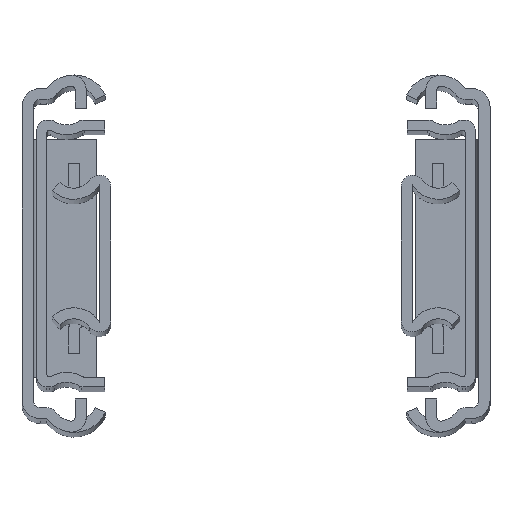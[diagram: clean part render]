
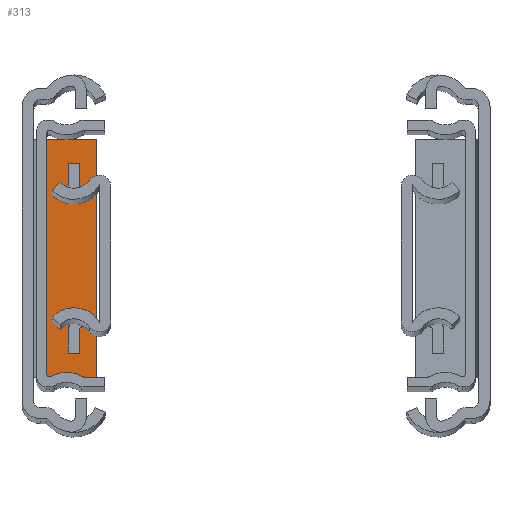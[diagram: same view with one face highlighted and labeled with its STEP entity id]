
A CAD part, top view. The second image highlights one B-rep face of the part: STEP entity #313.
In plain terms, the highlighted face is planar.
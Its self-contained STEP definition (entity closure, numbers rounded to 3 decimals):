
#313 = ADVANCED_FACE( '', ( #723 ), #724, .F. );
#723 = FACE_OUTER_BOUND( '', #1304, .T. );
#724 = PLANE( '', #1305 );
#1304 = EDGE_LOOP( '', ( #1969, #1970, #1971, #1972 ) );
#1305 = AXIS2_PLACEMENT_3D( '', #1973, #1974, #1975 );
#1969 = ORIENTED_EDGE( '', *, *, #3511, .T. );
#1970 = ORIENTED_EDGE( '', *, *, #3512, .F. );
#1971 = ORIENTED_EDGE( '', *, *, #3513, .F. );
#1972 = ORIENTED_EDGE( '', *, *, #3432, .T. );
#1973 = CARTESIAN_POINT( '', ( 4.72, 594.94, 25.4 ) );
#1974 = DIRECTION( '', ( 0., 1., 0. ) );
#1975 = DIRECTION( '', ( -1., 0., 0. ) );
#3432 = EDGE_CURVE( '', #4069, #4066, #4070, .T. );
#3511 = EDGE_CURVE( '', #4066, #4208, #4209, .T. );
#3512 = EDGE_CURVE( '', #4210, #4208, #4211, .T. );
#3513 = EDGE_CURVE( '', #4069, #4210, #4212, .T. );
#4066 = VERTEX_POINT( '', #5002 );
#4069 = VERTEX_POINT( '', #5005 );
#4070 = LINE( '', #5006, #5007 );
#4208 = VERTEX_POINT( '', #5209 );
#4209 = LINE( '', #5210, #5211 );
#4210 = VERTEX_POINT( '', #5212 );
#4211 = LINE( '', #5213, #5214 );
#4212 = LINE( '', #5215, #5216 );
#5002 = CARTESIAN_POINT( '', ( 4.72, 594.94, -25.4 ) );
#5005 = CARTESIAN_POINT( '', ( 4.72, 594.94, 25.4 ) );
#5006 = CARTESIAN_POINT( '', ( 4.72, 594.94, 25.4 ) );
#5007 = VECTOR( '', #6226, 1000. );
#5209 = CARTESIAN_POINT( '', ( 15.837, 594.94, -25.4 ) );
#5210 = CARTESIAN_POINT( '', ( 4.72, 594.94, -25.4 ) );
#5211 = VECTOR( '', #6356, 1000. );
#5212 = CARTESIAN_POINT( '', ( 15.837, 594.94, 25.4 ) );
#5213 = CARTESIAN_POINT( '', ( 15.837, 594.94, 25.4 ) );
#5214 = VECTOR( '', #6357, 1000. );
#5215 = CARTESIAN_POINT( '', ( 4.72, 594.94, 25.4 ) );
#5216 = VECTOR( '', #6358, 1000. );
#6226 = DIRECTION( '', ( 0., 0., -1. ) );
#6356 = DIRECTION( '', ( 1., 0., 0. ) );
#6357 = DIRECTION( '', ( 0., 0., -1. ) );
#6358 = DIRECTION( '', ( 1., 0., 0. ) );
